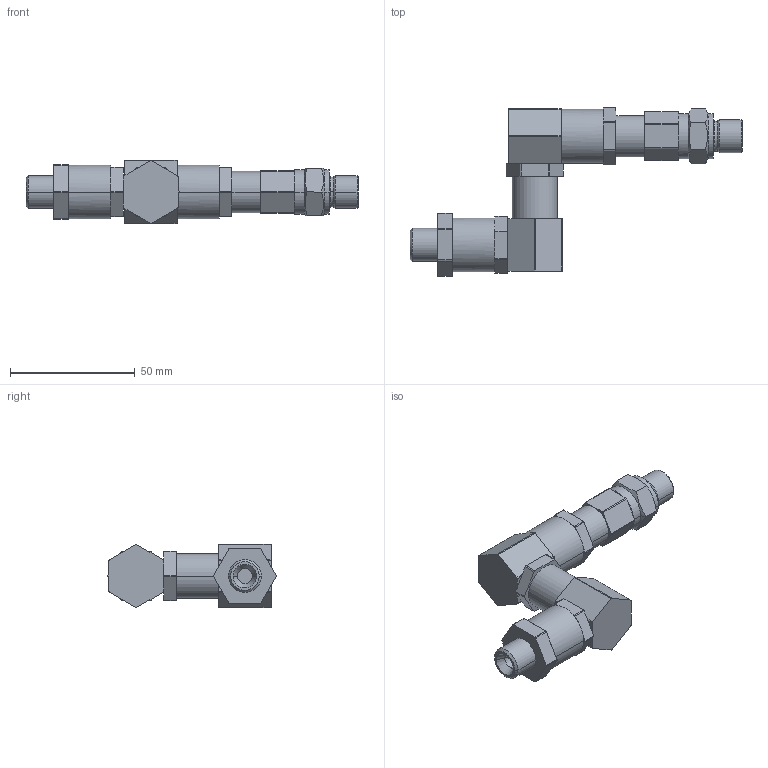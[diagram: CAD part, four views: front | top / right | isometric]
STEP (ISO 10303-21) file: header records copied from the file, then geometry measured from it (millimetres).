
FILE_DESCRIPTION((''),'2;1');
FILE_NAME('002-73423_SW0007','2025-07-11T14:18:13',('julian.egg'),(''),'CREO PARAMETRIC BY PTC INC, 2023254','CREO PARAMETRIC BY PTC INC, 2023254','');
FILE_SCHEMA(('CONFIG_CONTROL_DESIGN'));
Length unit declared in the file: millimetre
Products named in the file (1): 002-73423_SW0007
Bounding box: 133 x 67.59 x 25.25 mm (x, y, z)
Volume: 49397.9 mm3; surface area: 16385 mm2
Topology: 1 solids, 1 shells, 207 faces, 514 edges, 318 vertices
Faces by surface type: plane 113, cylinder 72, cone 20, torus 2
Entity records: 6445 total; most frequent: CARTESIAN_POINT 1396, DIRECTION 1086, ORIENTED_EDGE 1028, EDGE_CURVE 514, AXIS2_PLACEMENT_3D 393, VERTEX_POINT 318, VECTOR 300, LINE 300
